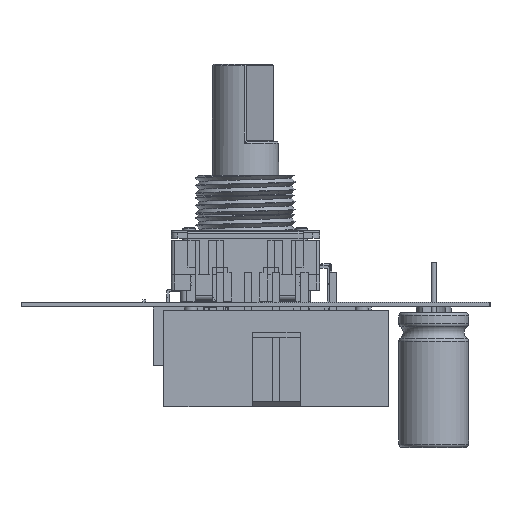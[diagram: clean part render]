
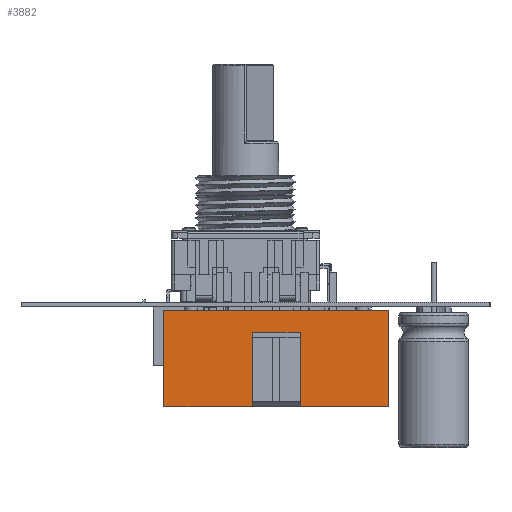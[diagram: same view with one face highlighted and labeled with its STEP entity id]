
A CAD part, left-side view. The second image highlights one B-rep face of the part: STEP entity #3882.
In plain terms, the highlighted face is planar.
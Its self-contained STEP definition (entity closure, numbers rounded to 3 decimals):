
#3358 = VERTEX_POINT('',#3359);
#3359 = CARTESIAN_POINT('',(-2.15,-4.35,0.));
#3365 = EDGE_CURVE('',#3366,#3358,#3368,.T.);
#3366 = VERTEX_POINT('',#3367);
#3367 = CARTESIAN_POINT('',(-10.175,-4.35,0.));
#3368 = LINE('',#3369,#3370);
#3369 = CARTESIAN_POINT('',(-10.175,-4.35,0.));
#3370 = VECTOR('',#3371,1.);
#3371 = DIRECTION('',(1.,0.,0.));
#3441 = VERTEX_POINT('',#3442);
#3442 = CARTESIAN_POINT('',(10.175,-4.35,0.));
#3448 = EDGE_CURVE('',#3449,#3441,#3451,.T.);
#3449 = VERTEX_POINT('',#3450);
#3450 = CARTESIAN_POINT('',(2.15,-4.35,0.));
#3451 = LINE('',#3452,#3453);
#3452 = CARTESIAN_POINT('',(2.15,-4.35,0.));
#3453 = VECTOR('',#3454,1.);
#3454 = DIRECTION('',(1.,0.,0.));
#3551 = VERTEX_POINT('',#3552);
#3552 = CARTESIAN_POINT('',(-2.15,-4.35,-6.72));
#3558 = EDGE_CURVE('',#3358,#3551,#3559,.T.);
#3559 = LINE('',#3560,#3561);
#3560 = CARTESIAN_POINT('',(-2.15,-4.35,0.));
#3561 = VECTOR('',#3562,1.);
#3562 = DIRECTION('',(0.,0.,-1.));
#3855 = EDGE_CURVE('',#3449,#3856,#3858,.T.);
#3856 = VERTEX_POINT('',#3857);
#3857 = CARTESIAN_POINT('',(2.15,-4.35,-6.72));
#3858 = LINE('',#3859,#3860);
#3859 = CARTESIAN_POINT('',(2.15,-4.35,0.));
#3860 = VECTOR('',#3861,1.);
#3861 = DIRECTION('',(0.,0.,-1.));
#3882 = ADVANCED_FACE('',(#3883),#3917,.T.);
#3883 = FACE_BOUND('',#3884,.F.);
#3884 = EDGE_LOOP('',(#3885,#3891,#3892,#3893,#3901,#3909,#3915,#3916));
#3885 = ORIENTED_EDGE('',*,*,#3886,.T.);
#3886 = EDGE_CURVE('',#3551,#3856,#3887,.T.);
#3887 = LINE('',#3888,#3889);
#3888 = CARTESIAN_POINT('',(-2.15,-4.35,-6.72));
#3889 = VECTOR('',#3890,1.);
#3890 = DIRECTION('',(1.,0.,0.));
#3891 = ORIENTED_EDGE('',*,*,#3855,.F.);
#3892 = ORIENTED_EDGE('',*,*,#3448,.T.);
#3893 = ORIENTED_EDGE('',*,*,#3894,.T.);
#3894 = EDGE_CURVE('',#3441,#3895,#3897,.T.);
#3895 = VERTEX_POINT('',#3896);
#3896 = CARTESIAN_POINT('',(10.175,-4.35,-8.7));
#3897 = LINE('',#3898,#3899);
#3898 = CARTESIAN_POINT('',(10.175,-4.35,0.));
#3899 = VECTOR('',#3900,1.);
#3900 = DIRECTION('',(0.,0.,-1.));
#3901 = ORIENTED_EDGE('',*,*,#3902,.F.);
#3902 = EDGE_CURVE('',#3903,#3895,#3905,.T.);
#3903 = VERTEX_POINT('',#3904);
#3904 = CARTESIAN_POINT('',(-10.175,-4.35,-8.7));
#3905 = LINE('',#3906,#3907);
#3906 = CARTESIAN_POINT('',(-10.175,-4.35,-8.7));
#3907 = VECTOR('',#3908,1.);
#3908 = DIRECTION('',(1.,0.,0.));
#3909 = ORIENTED_EDGE('',*,*,#3910,.F.);
#3910 = EDGE_CURVE('',#3366,#3903,#3911,.T.);
#3911 = LINE('',#3912,#3913);
#3912 = CARTESIAN_POINT('',(-10.175,-4.35,0.));
#3913 = VECTOR('',#3914,1.);
#3914 = DIRECTION('',(0.,0.,-1.));
#3915 = ORIENTED_EDGE('',*,*,#3365,.T.);
#3916 = ORIENTED_EDGE('',*,*,#3558,.T.);
#3917 = PLANE('',#3918);
#3918 = AXIS2_PLACEMENT_3D('',#3919,#3920,#3921);
#3919 = CARTESIAN_POINT('',(-10.175,-4.35,0.));
#3920 = DIRECTION('',(0.,-1.,0.));
#3921 = DIRECTION('',(1.,0.,0.));
